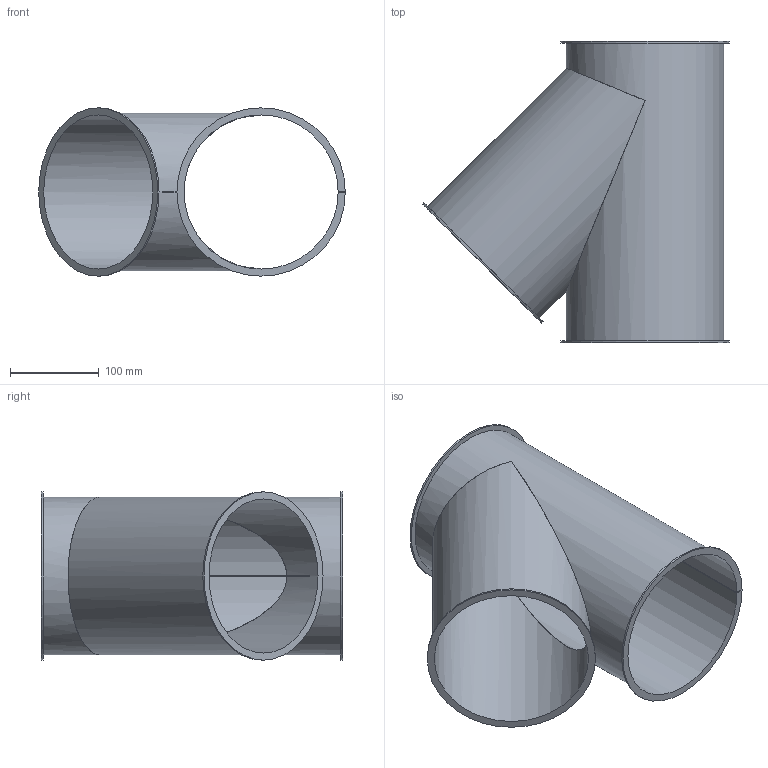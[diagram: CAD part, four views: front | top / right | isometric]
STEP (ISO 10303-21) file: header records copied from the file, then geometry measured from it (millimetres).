
FILE_DESCRIPTION(/* description */ (''),/* implementation_level */ '2;1');
FILE_NAME(/* name */ '4010008015706-Gabelstück NW 175 1x45°.stp',/* time_stamp */ '2016-04-06T16:25:17+02:00',/* author */ ('dpurucker'),/* organization */ (''),/* preprocessor_version */ 'ST-DEVELOPER v16.1',/* originating_system */ 'Autodesk Inventor 2016',/* authorisation */ '');
FILE_SCHEMA (('AUTOMOTIVE_DESIGN { 1 0 10303 214 3 1 1 }'));
Length unit declared in the file: millimetre
Products named in the file (3): Bauteil1; Bauteil2; Gabelstück NW 175 1x45°
Assembly tree (2 placements, depth 2):
  Gabelstück NW 175 1x45°
    Bauteil1
    Bauteil2
Bounding box: 346.02 x 340 x 190 mm (x, y, z)
Volume: 508226.6 mm3; surface area: 517380.2 mm2
Topology: 2 solids, 2 shells, 30 faces, 81 edges, 54 vertices
Faces by surface type: plane 22, cylinder 8
Full cylindrical faces by diameter (mm): 174 x1, 178 x1, 190 x1
Entity records: 1000 total; most frequent: DIRECTION 174, CARTESIAN_POINT 163, ORIENTED_EDGE 152, EDGE_CURVE 76, AXIS2_PLACEMENT_3D 63, VERTEX_POINT 52, LINE 48, VECTOR 48
